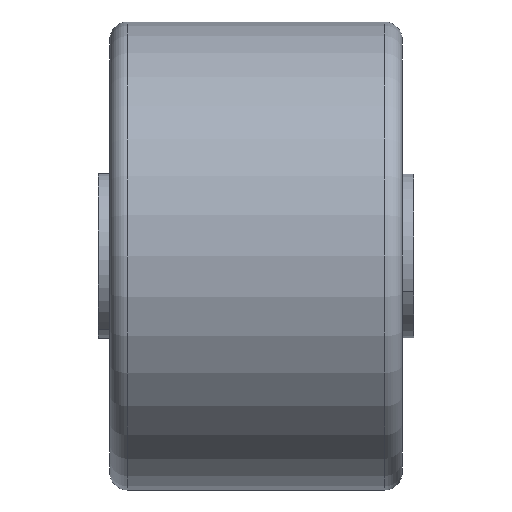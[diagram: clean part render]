
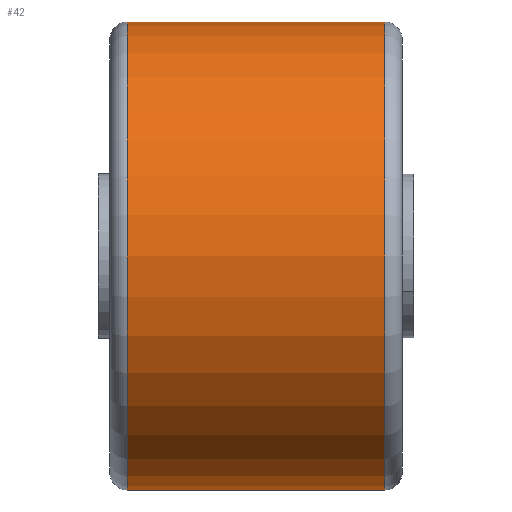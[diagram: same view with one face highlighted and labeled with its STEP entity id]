
A CAD part, front view. The second image highlights one B-rep face of the part: STEP entity #42.
In plain terms, the highlighted cylindrical face has radius 40 mm (diameter 80 mm), a partial arc.
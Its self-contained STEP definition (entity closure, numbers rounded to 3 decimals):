
#4 = EDGE_CURVE ( 'NONE', #846, #292, #1848, .T. ) ;
#32 = CARTESIAN_POINT ( 'NONE',  ( 47., 0., 40. ) ) ;
#42 = ADVANCED_FACE ( 'NONE', ( #1005 ), #289, .T. ) ;
#151 = CARTESIAN_POINT ( 'NONE',  ( 3., 0., 40. ) ) ;
#168 = VECTOR ( 'NONE', #439, 1000. ) ;
#277 = CARTESIAN_POINT ( 'NONE',  ( 3., 0., 0. ) ) ;
#282 = CIRCLE ( 'NONE', #975, 40. ) ;
#289 = CYLINDRICAL_SURFACE ( 'NONE', #1164, 40. ) ;
#292 = VERTEX_POINT ( 'NONE', #2261 ) ;
#318 = CARTESIAN_POINT ( 'NONE',  ( 0., 0., 0. ) ) ;
#404 = CARTESIAN_POINT ( 'NONE',  ( 47., 0., 0. ) ) ;
#429 = ORIENTED_EDGE ( 'NONE', *, *, #1569, .T. ) ;
#439 = DIRECTION ( 'NONE',  ( -1., 0., 0. ) ) ;
#460 = ORIENTED_EDGE ( 'NONE', *, *, #1690, .F. ) ;
#503 = VECTOR ( 'NONE', #2238, 1000. ) ;
#595 = CARTESIAN_POINT ( 'NONE',  ( 47., 0., -40. ) ) ;
#621 = DIRECTION ( 'NONE',  ( -1., 0., 0. ) ) ;
#846 = VERTEX_POINT ( 'NONE', #151 ) ;
#975 = AXIS2_PLACEMENT_3D ( 'NONE', #404, #1736, #1162 ) ;
#1005 = FACE_OUTER_BOUND ( 'NONE', #2375, .T. ) ;
#1100 = AXIS2_PLACEMENT_3D ( 'NONE', #277, #2123, #2303 ) ;
#1140 = LINE ( 'NONE', #1706, #168 ) ;
#1162 = DIRECTION ( 'NONE',  ( 0., 0., 1. ) ) ;
#1164 = AXIS2_PLACEMENT_3D ( 'NONE', #318, #621, #1682 ) ;
#1495 = LINE ( 'NONE', #1939, #503 ) ;
#1535 = ORIENTED_EDGE ( 'NONE', *, *, #4, .T. ) ;
#1537 = VERTEX_POINT ( 'NONE', #595 ) ;
#1569 = EDGE_CURVE ( 'NONE', #1537, #2058, #282, .T. ) ;
#1648 = EDGE_CURVE ( 'NONE', #2058, #846, #1140, .T. ) ;
#1682 = DIRECTION ( 'NONE',  ( 0., 0., 1. ) ) ;
#1690 = EDGE_CURVE ( 'NONE', #1537, #292, #1495, .T. ) ;
#1706 = CARTESIAN_POINT ( 'NONE',  ( 0., 0., 40. ) ) ;
#1736 = DIRECTION ( 'NONE',  ( -1., 0., 0. ) ) ;
#1848 = CIRCLE ( 'NONE', #1100, 40. ) ;
#1939 = CARTESIAN_POINT ( 'NONE',  ( 0., 0., -40. ) ) ;
#2058 = VERTEX_POINT ( 'NONE', #32 ) ;
#2123 = DIRECTION ( 'NONE',  ( 1., 0., 0. ) ) ;
#2238 = DIRECTION ( 'NONE',  ( -1., 0., 0. ) ) ;
#2257 = ORIENTED_EDGE ( 'NONE', *, *, #1648, .T. ) ;
#2261 = CARTESIAN_POINT ( 'NONE',  ( 3., 0., -40. ) ) ;
#2303 = DIRECTION ( 'NONE',  ( 0., 0., -1. ) ) ;
#2375 = EDGE_LOOP ( 'NONE', ( #460, #429, #2257, #1535 ) ) ;
